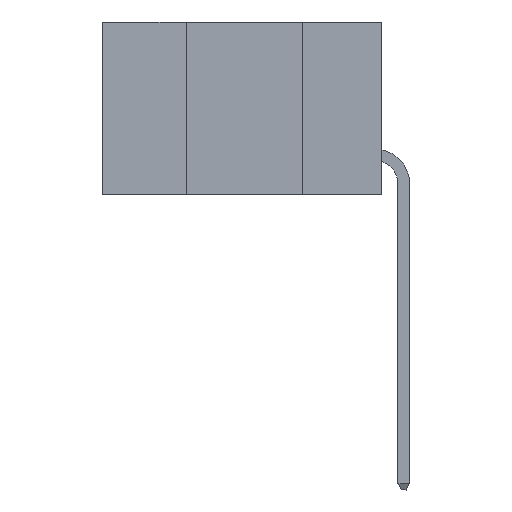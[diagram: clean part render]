
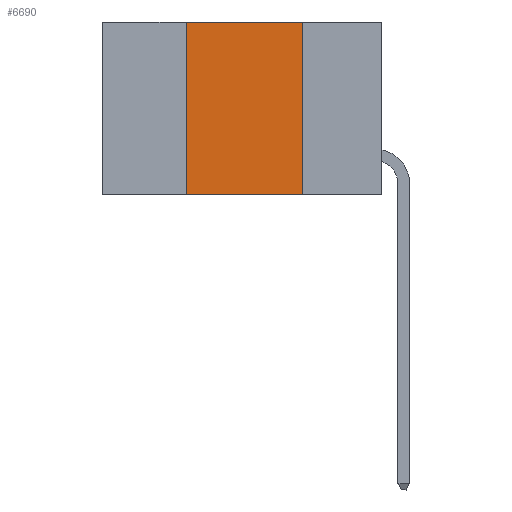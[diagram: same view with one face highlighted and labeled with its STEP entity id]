
A CAD part, left-side view. The second image highlights one B-rep face of the part: STEP entity #6690.
In plain terms, the highlighted planar face has unit normal (-1, 0, 0).
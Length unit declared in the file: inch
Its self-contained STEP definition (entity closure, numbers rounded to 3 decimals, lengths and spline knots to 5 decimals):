
#311 = ORIENTED_EDGE ( 'NONE', *, *, #18607, .F. ) ;
#1624 = VERTEX_POINT ( 'NONE', #14179 ) ;
#2284 = EDGE_CURVE ( 'NONE', #2377, #5688, #3266, .T. ) ;
#2377 = VERTEX_POINT ( 'NONE', #20759 ) ;
#2621 = CARTESIAN_POINT ( 'NONE',  ( 0., 0.17, 0. ) ) ;
#3101 = DIRECTION ( 'NONE',  ( 1., 0., 0. ) ) ;
#3222 = PLANE ( 'NONE',  #6662 ) ;
#3266 = LINE ( 'NONE', #20160, #13825 ) ;
#3662 = CARTESIAN_POINT ( 'NONE',  ( 0., 0.17, -0.37 ) ) ;
#4674 = DIRECTION ( 'NONE',  ( 0., 0., 1. ) ) ;
#4740 = DIRECTION ( 'NONE',  ( 0., -1., 0. ) ) ;
#5688 = VERTEX_POINT ( 'NONE', #3662 ) ;
#6662 = AXIS2_PLACEMENT_3D ( 'NONE', #23446, #3101, #10704 ) ;
#6690 = ADVANCED_FACE ( 'NONE', ( #12389 ), #3222, .F. ) ;
#7048 = DIRECTION ( 'NONE',  ( 0., -1., 0. ) ) ;
#7208 = EDGE_LOOP ( 'NONE', ( #18103, #311, #21068, #20614 ) ) ;
#8352 = LINE ( 'NONE', #21462, #24222 ) ;
#9401 = VECTOR ( 'NONE', #4740, 39.37008 ) ;
#10083 = LINE ( 'NONE', #2621, #11793 ) ;
#10704 = DIRECTION ( 'NONE',  ( 0., 0., -1. ) ) ;
#11793 = VECTOR ( 'NONE', #15956, 39.37008 ) ;
#12389 = FACE_OUTER_BOUND ( 'NONE', #7208, .T. ) ;
#13825 = VECTOR ( 'NONE', #7048, 39.37008 ) ;
#14179 = CARTESIAN_POINT ( 'NONE',  ( 0., 0.42, 0. ) ) ;
#15640 = CARTESIAN_POINT ( 'NONE',  ( 0., 0.17, 0. ) ) ;
#15956 = DIRECTION ( 'NONE',  ( 0., 0., -1. ) ) ;
#16364 = EDGE_CURVE ( 'NONE', #2377, #1624, #8352, .T. ) ;
#17143 = VERTEX_POINT ( 'NONE', #15640 ) ;
#18103 = ORIENTED_EDGE ( 'NONE', *, *, #21377, .F. ) ;
#18607 = EDGE_CURVE ( 'NONE', #1624, #17143, #23744, .T. ) ;
#20160 = CARTESIAN_POINT ( 'NONE',  ( 0., 0.6, -0.37 ) ) ;
#20614 = ORIENTED_EDGE ( 'NONE', *, *, #2284, .T. ) ;
#20759 = CARTESIAN_POINT ( 'NONE',  ( 0., 0.42, -0.37 ) ) ;
#21068 = ORIENTED_EDGE ( 'NONE', *, *, #16364, .F. ) ;
#21377 = EDGE_CURVE ( 'NONE', #17143, #5688, #10083, .T. ) ;
#21462 = CARTESIAN_POINT ( 'NONE',  ( 0., 0.42, 0. ) ) ;
#21900 = CARTESIAN_POINT ( 'NONE',  ( 0., 0.6, 0. ) ) ;
#23446 = CARTESIAN_POINT ( 'NONE',  ( 0., 0.6, 0. ) ) ;
#23744 = LINE ( 'NONE', #21900, #9401 ) ;
#24222 = VECTOR ( 'NONE', #4674, 39.37008 ) ;
